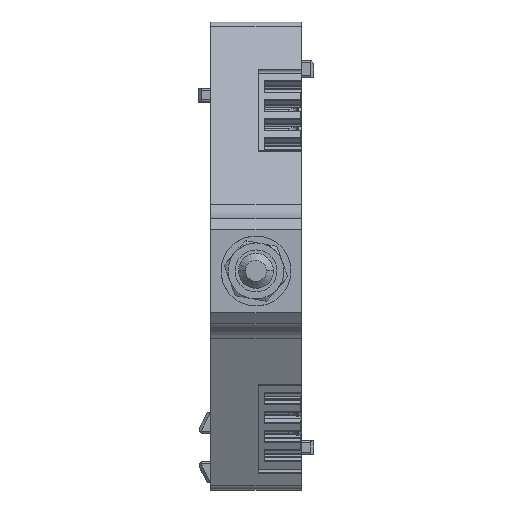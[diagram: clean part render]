
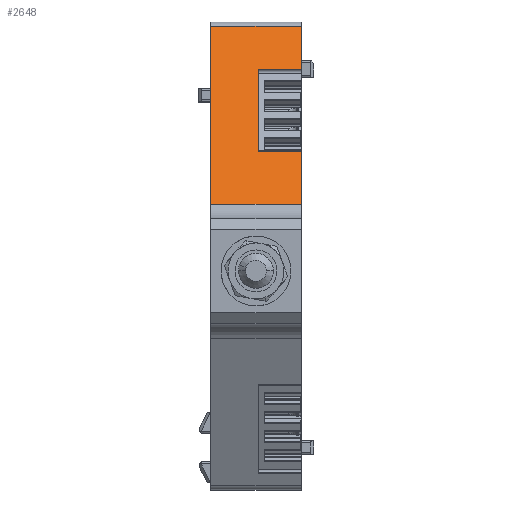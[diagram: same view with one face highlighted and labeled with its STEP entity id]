
A CAD part, top view. The second image highlights one B-rep face of the part: STEP entity #2648.
In plain terms, the highlighted planar face has unit normal (0, 0.478, 0.878).
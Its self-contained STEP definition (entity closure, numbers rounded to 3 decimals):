
#2589=AXIS2_PLACEMENT_3D('Plane Axis2P3D',#2586,#2587,#2588) ;
#2564=CARTESIAN_POINT('Vertex',(1.8,66.373,10.098)) ;
#2567=CARTESIAN_POINT('Line Origine',(8.3,66.373,10.098)) ;
#2571=CARTESIAN_POINT('Vertex',(14.8,66.373,10.098)) ;
#2586=CARTESIAN_POINT('Axis2P3D Location',(8.3,38.8,25.094)) ;
#2591=CARTESIAN_POINT('Line Origine',(1.8,53.631,17.028)) ;
#2595=CARTESIAN_POINT('Vertex',(1.8,40.889,23.958)) ;
#2598=CARTESIAN_POINT('Line Origine',(8.3,40.889,23.958)) ;
#2602=CARTESIAN_POINT('Vertex',(14.8,40.889,23.958)) ;
#2605=CARTESIAN_POINT('Line Origine',(14.8,44.683,21.894)) ;
#2609=CARTESIAN_POINT('Vertex',(14.8,48.478,19.83)) ;
#2612=CARTESIAN_POINT('Line Origine',(11.7,48.478,19.83)) ;
#2616=CARTESIAN_POINT('Vertex',(8.6,48.478,19.83)) ;
#2619=CARTESIAN_POINT('Line Origine',(8.6,54.364,16.629)) ;
#2623=CARTESIAN_POINT('Vertex',(8.6,60.25,13.428)) ;
#2626=CARTESIAN_POINT('Line Origine',(11.7,60.25,13.428)) ;
#2630=CARTESIAN_POINT('Vertex',(14.8,60.25,13.428)) ;
#2633=CARTESIAN_POINT('Line Origine',(14.8,63.311,11.763)) ;
#2568=DIRECTION('Vector Direction',(1.,0.,0.)) ;
#2587=DIRECTION('Axis2P3D Direction',(0.,-0.478,-0.878)) ;
#2588=DIRECTION('Axis2P3D XDirection',(0.,0.878,-0.478)) ;
#2592=DIRECTION('Vector Direction',(0.,0.878,-0.478)) ;
#2599=DIRECTION('Vector Direction',(1.,0.,0.)) ;
#2606=DIRECTION('Vector Direction',(0.,0.878,-0.478)) ;
#2613=DIRECTION('Vector Direction',(-1.,0.,0.)) ;
#2620=DIRECTION('Vector Direction',(0.,0.878,-0.478)) ;
#2627=DIRECTION('Vector Direction',(-1.,0.,0.)) ;
#2634=DIRECTION('Vector Direction',(0.,0.878,-0.478)) ;
#2569=VECTOR('Line Direction',#2568,1.) ;
#2593=VECTOR('Line Direction',#2592,1.) ;
#2600=VECTOR('Line Direction',#2599,1.) ;
#2607=VECTOR('Line Direction',#2606,1.) ;
#2614=VECTOR('Line Direction',#2613,1.) ;
#2621=VECTOR('Line Direction',#2620,1.) ;
#2628=VECTOR('Line Direction',#2627,1.) ;
#2635=VECTOR('Line Direction',#2634,1.) ;
#2639=ORIENTED_EDGE('',*,*,#2597,.F.) ;
#2640=ORIENTED_EDGE('',*,*,#2604,.F.) ;
#2641=ORIENTED_EDGE('',*,*,#2611,.F.) ;
#2642=ORIENTED_EDGE('',*,*,#2618,.T.) ;
#2643=ORIENTED_EDGE('',*,*,#2625,.T.) ;
#2644=ORIENTED_EDGE('',*,*,#2632,.F.) ;
#2645=ORIENTED_EDGE('',*,*,#2637,.F.) ;
#2646=ORIENTED_EDGE('',*,*,#2573,.F.) ;
#2648=ADVANCED_FACE('Brep With Voids',(#2647),#2590,.F.) ;
#2573=EDGE_CURVE('',#2565,#2572,#2570,.T.) ;
#2597=EDGE_CURVE('',#2596,#2565,#2594,.T.) ;
#2604=EDGE_CURVE('',#2603,#2596,#2601,.F.) ;
#2611=EDGE_CURVE('',#2610,#2603,#2608,.F.) ;
#2618=EDGE_CURVE('',#2610,#2617,#2615,.T.) ;
#2625=EDGE_CURVE('',#2617,#2624,#2622,.T.) ;
#2632=EDGE_CURVE('',#2631,#2624,#2629,.T.) ;
#2637=EDGE_CURVE('',#2572,#2631,#2636,.F.) ;
#2638=EDGE_LOOP('',(#2639,#2640,#2641,#2642,#2643,#2644,#2645,#2646)) ;
#2647=FACE_OUTER_BOUND('',#2638,.T.) ;
#2570=LINE('Line',#2567,#2569) ;
#2594=LINE('Line',#2591,#2593) ;
#2601=LINE('Line',#2598,#2600) ;
#2608=LINE('Line',#2605,#2607) ;
#2615=LINE('Line',#2612,#2614) ;
#2622=LINE('Line',#2619,#2621) ;
#2629=LINE('Line',#2626,#2628) ;
#2636=LINE('Line',#2633,#2635) ;
#2590=PLANE('',#2589) ;
#2565=VERTEX_POINT('',#2564) ;
#2572=VERTEX_POINT('',#2571) ;
#2596=VERTEX_POINT('',#2595) ;
#2603=VERTEX_POINT('',#2602) ;
#2610=VERTEX_POINT('',#2609) ;
#2617=VERTEX_POINT('',#2616) ;
#2624=VERTEX_POINT('',#2623) ;
#2631=VERTEX_POINT('',#2630) ;
